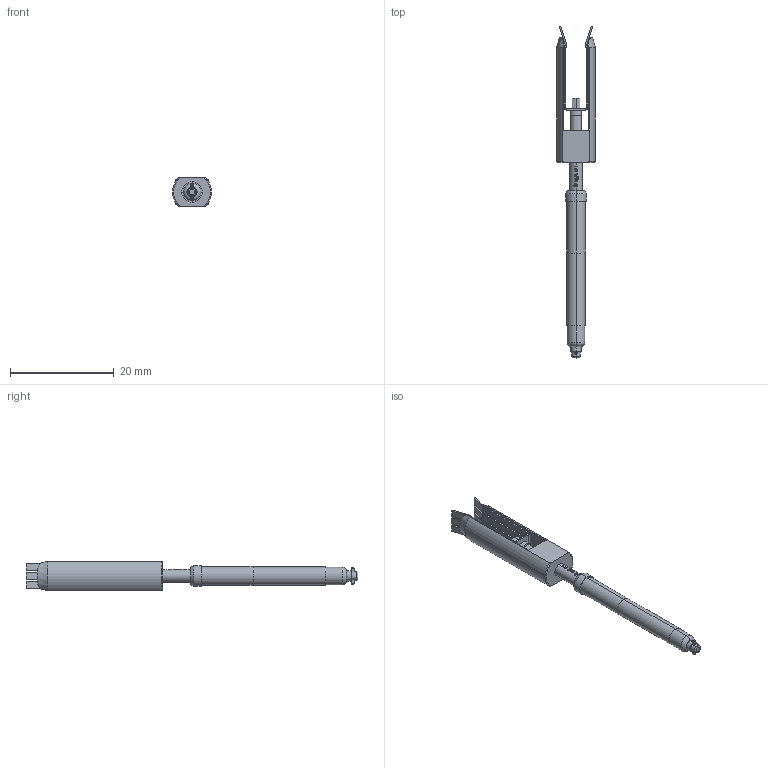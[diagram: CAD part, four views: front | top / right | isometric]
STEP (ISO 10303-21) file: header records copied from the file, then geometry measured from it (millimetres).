
FILE_DESCRIPTION (( 'STEP AP203' ), '1' );
FILE_NAME ('INGUN_HKF-617_06330_140_A_xx02.STEP', '2022-06-15T05:51:23', ( 'ochi' ), ( '' ), 'SwSTEP 2.0', 'SolidWorks 2018', '' );
FILE_SCHEMA (( 'CONFIG_CONTROL_DESIGN' ));
Length unit declared in the file: millimetre
Products named in the file (1): INGUN_HKF-617_06330_140_A_xx02
Bounding box: 7.5 x 63.9 x 5.5 mm (x, y, z)
Volume: 811.6 mm3; surface area: 1431.5 mm2
Topology: 1 solids, 1 shells, 271 faces, 691 edges, 432 vertices
Faces by surface type: plane 142, cylinder 86, bspline 27, cone 10, torus 6
Entity records: 11295 total; most frequent: CARTESIAN_POINT 4835, ORIENTED_EDGE 1382, DIRECTION 1270, EDGE_CURVE 691, AXIS2_PLACEMENT_3D 465, VERTEX_POINT 432, VECTOR 340, LINE 340
